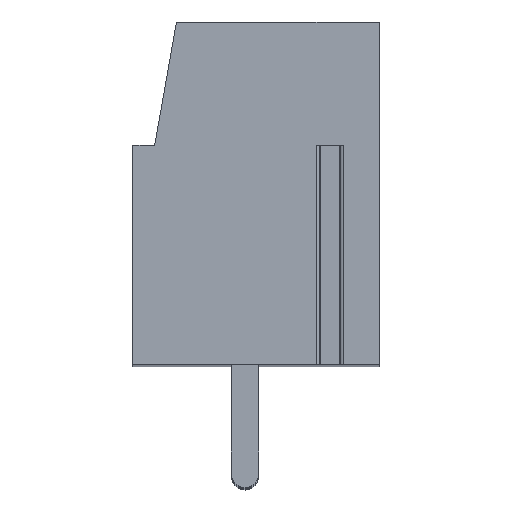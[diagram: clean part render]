
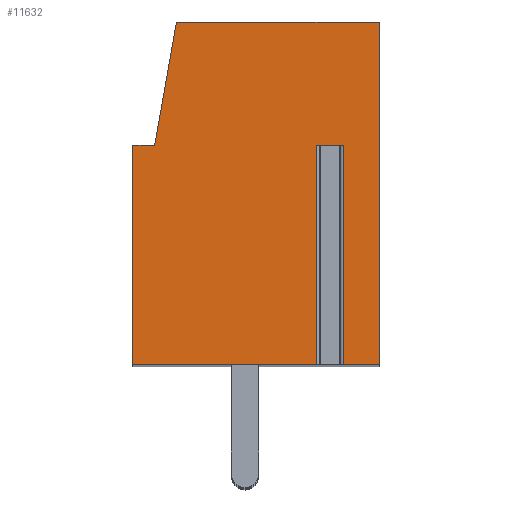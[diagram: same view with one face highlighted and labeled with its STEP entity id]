
A CAD part, top view. The second image highlights one B-rep face of the part: STEP entity #11632.
In plain terms, the highlighted planar face has unit normal (0, 0, 1).
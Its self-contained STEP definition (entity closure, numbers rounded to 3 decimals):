
#325=DIRECTION('',(-1.,0.,0.));
#326=VECTOR('',#325,0.958);
#327=CARTESIAN_POINT('',(3.179,1.75,47.5));
#328=LINE('',#327,#326);
#329=DIRECTION('',(0.,-1.,0.));
#330=VECTOR('',#329,8.);
#331=CARTESIAN_POINT('',(2.221,1.75,47.5));
#332=LINE('',#331,#330);
#333=DIRECTION('',(1.,0.,0.));
#334=VECTOR('',#333,6.721);
#335=CARTESIAN_POINT('',(-4.5,-6.25,47.5));
#336=LINE('',#335,#334);
#337=DIRECTION('',(0.,-1.,0.));
#338=VECTOR('',#337,8.);
#339=CARTESIAN_POINT('',(-4.5,1.75,47.5));
#340=LINE('',#339,#338);
#341=DIRECTION('',(-1.,0.,0.));
#342=VECTOR('',#341,0.8);
#343=CARTESIAN_POINT('',(-3.7,1.75,47.5));
#344=LINE('',#343,#342);
#345=DIRECTION('',(-0.174,-0.985,0.));
#346=VECTOR('',#345,4.569);
#347=CARTESIAN_POINT('',(-2.907,6.25,47.5));
#348=LINE('',#347,#346);
#349=DIRECTION('',(-1.,0.,0.));
#350=VECTOR('',#349,7.407);
#351=CARTESIAN_POINT('',(4.5,6.25,47.5));
#352=LINE('',#351,#350);
#353=DIRECTION('',(0.,1.,0.));
#354=VECTOR('',#353,12.5);
#355=CARTESIAN_POINT('',(4.5,-6.25,47.5));
#356=LINE('',#355,#354);
#357=DIRECTION('',(1.,0.,0.));
#358=VECTOR('',#357,1.321);
#359=CARTESIAN_POINT('',(3.179,-6.25,47.5));
#360=LINE('',#359,#358);
#361=DIRECTION('',(0.,-1.,0.));
#362=VECTOR('',#361,8.);
#363=CARTESIAN_POINT('',(3.179,1.75,47.5));
#364=LINE('',#363,#362);
#8865=CARTESIAN_POINT('',(4.5,-6.25,47.5));
#8866=CARTESIAN_POINT('',(4.5,6.25,47.5));
#8867=VERTEX_POINT('',#8865);
#8868=VERTEX_POINT('',#8866);
#8869=CARTESIAN_POINT('',(-2.907,6.25,47.5));
#8870=VERTEX_POINT('',#8869);
#8871=CARTESIAN_POINT('',(-3.7,1.75,47.5));
#8872=VERTEX_POINT('',#8871);
#8873=CARTESIAN_POINT('',(-4.5,1.75,47.5));
#8874=VERTEX_POINT('',#8873);
#8875=CARTESIAN_POINT('',(-4.5,-6.25,47.5));
#8876=VERTEX_POINT('',#8875);
#8921=CARTESIAN_POINT('',(3.179,1.75,47.5));
#8922=CARTESIAN_POINT('',(2.221,1.75,47.5));
#8923=VERTEX_POINT('',#8921);
#8924=VERTEX_POINT('',#8922);
#8925=CARTESIAN_POINT('',(3.179,-6.25,47.5));
#8926=VERTEX_POINT('',#8925);
#8927=CARTESIAN_POINT('',(2.221,-6.25,47.5));
#8928=VERTEX_POINT('',#8927);
#11608=CARTESIAN_POINT('',(0.,0.,47.5));
#11609=DIRECTION('',(0.,0.,1.));
#11610=DIRECTION('',(1.,0.,0.));
#11611=AXIS2_PLACEMENT_3D('',#11608,#11609,#11610);
#11612=PLANE('',#11611);
#11614=ORIENTED_EDGE('',*,*,#11613,.T.);
#11615=ORIENTED_EDGE('',*,*,#11599,.T.);
#11616=ORIENTED_EDGE('',*,*,#11440,.F.);
#11618=ORIENTED_EDGE('',*,*,#11617,.F.);
#11620=ORIENTED_EDGE('',*,*,#11619,.F.);
#11622=ORIENTED_EDGE('',*,*,#11621,.F.);
#11624=ORIENTED_EDGE('',*,*,#11623,.F.);
#11626=ORIENTED_EDGE('',*,*,#11625,.F.);
#11627=ORIENTED_EDGE('',*,*,#11419,.F.);
#11629=ORIENTED_EDGE('',*,*,#11628,.F.);
#11630=EDGE_LOOP('',(#11614,#11615,#11616,#11618,#11620,#11622,#11624,#11626,
#11627,#11629));
#11631=FACE_OUTER_BOUND('',#11630,.F.);
#11419=EDGE_CURVE('',#8926,#8867,#360,.T.);
#11440=EDGE_CURVE('',#8876,#8928,#336,.T.);
#11599=EDGE_CURVE('',#8924,#8928,#332,.T.);
#11613=EDGE_CURVE('',#8923,#8924,#328,.T.);
#11617=EDGE_CURVE('',#8874,#8876,#340,.T.);
#11619=EDGE_CURVE('',#8872,#8874,#344,.T.);
#11621=EDGE_CURVE('',#8870,#8872,#348,.T.);
#11623=EDGE_CURVE('',#8868,#8870,#352,.T.);
#11625=EDGE_CURVE('',#8867,#8868,#356,.T.);
#11628=EDGE_CURVE('',#8923,#8926,#364,.T.);
#11632=ADVANCED_FACE('',(#11631),#11612,.T.);
